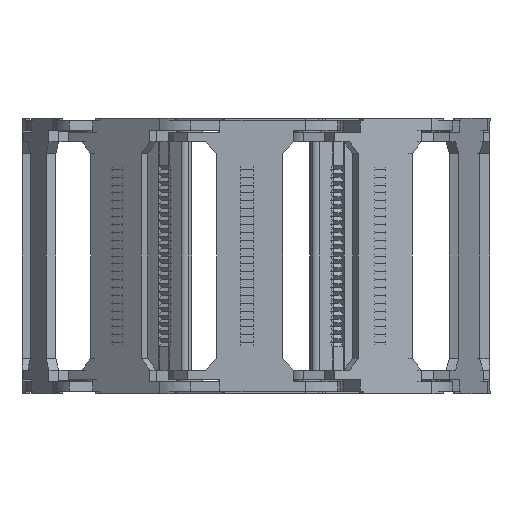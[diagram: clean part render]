
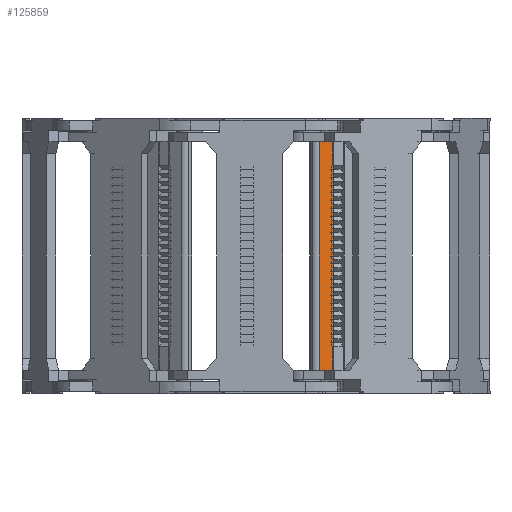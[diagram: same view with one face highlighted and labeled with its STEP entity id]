
A CAD part, left-side view. The second image highlights one B-rep face of the part: STEP entity #125859.
In plain terms, the highlighted planar face has unit normal (-0.823, -0.568, 0).
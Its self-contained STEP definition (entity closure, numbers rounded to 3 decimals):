
#2012 = CARTESIAN_POINT ( 'NONE',  ( -47.172, 41.505, -21.75 ) ) ;
#3713 = LINE ( 'NONE', #29741, #110523 ) ;
#4978 = EDGE_CURVE ( 'NONE', #35834, #19319, #3713, .T. ) ;
#12748 = PLANE ( 'NONE',  #127750 ) ;
#15263 = DIRECTION ( 'NONE',  ( -0.568, 0.823, 0. ) ) ;
#19319 = VERTEX_POINT ( 'NONE', #102063 ) ;
#29741 = CARTESIAN_POINT ( 'NONE',  ( -50.809, 46.771, 43.5 ) ) ;
#35834 = VERTEX_POINT ( 'NONE', #149056 ) ;
#38812 = FACE_OUTER_BOUND ( 'NONE', #162172, .T. ) ;
#43967 = DIRECTION ( 'NONE',  ( 0., 0., 1. ) ) ;
#46237 = CARTESIAN_POINT ( 'NONE',  ( -47.172, 41.505, -43.5 ) ) ;
#55246 = ORIENTED_EDGE ( 'NONE', *, *, #127985, .F. ) ;
#55881 = VECTOR ( 'NONE', #97739, 1000. ) ;
#66860 = CARTESIAN_POINT ( 'NONE',  ( -50.809, 46.771, -43.5 ) ) ;
#67785 = LINE ( 'NONE', #143306, #55881 ) ;
#72173 = VECTOR ( 'NONE', #43967, 1000. ) ;
#76624 = DIRECTION ( 'NONE',  ( 0., 0., -1. ) ) ;
#77478 = CARTESIAN_POINT ( 'NONE',  ( -52.712, 49.528, -43.5 ) ) ;
#90704 = EDGE_CURVE ( 'NONE', #109049, #35834, #94372, .T. ) ;
#90856 = CARTESIAN_POINT ( 'NONE',  ( -46.888, 41.093, -43.5 ) ) ;
#92227 = ORIENTED_EDGE ( 'NONE', *, *, #165198, .F. ) ;
#92640 = ORIENTED_EDGE ( 'NONE', *, *, #4978, .T. ) ;
#94372 = LINE ( 'NONE', #2012, #72173 ) ;
#97739 = DIRECTION ( 'NONE',  ( 0., 0., 1. ) ) ;
#102063 = CARTESIAN_POINT ( 'NONE',  ( -50.809, 46.771, 43.5 ) ) ;
#103484 = LINE ( 'NONE', #77478, #152981 ) ;
#109049 = VERTEX_POINT ( 'NONE', #46237 ) ;
#110523 = VECTOR ( 'NONE', #119546, 1000. ) ;
#119546 = DIRECTION ( 'NONE',  ( -0.568, 0.823, 0. ) ) ;
#123916 = VERTEX_POINT ( 'NONE', #66860 ) ;
#125327 = ORIENTED_EDGE ( 'NONE', *, *, #90704, .T. ) ;
#125859 = ADVANCED_FACE ( 'NONE', ( #38812 ), #12748, .T. ) ;
#127750 = AXIS2_PLACEMENT_3D ( 'NONE', #90856, #140384, #76624 ) ;
#127985 = EDGE_CURVE ( 'NONE', #123916, #19319, #67785, .T. ) ;
#140384 = DIRECTION ( 'NONE',  ( -0.823, -0.568, 0. ) ) ;
#143306 = CARTESIAN_POINT ( 'NONE',  ( -50.809, 46.771, -43.5 ) ) ;
#149056 = CARTESIAN_POINT ( 'NONE',  ( -47.172, 41.505, 43.5 ) ) ;
#152981 = VECTOR ( 'NONE', #15263, 1000. ) ;
#162172 = EDGE_LOOP ( 'NONE', ( #125327, #92640, #55246, #92227 ) ) ;
#165198 = EDGE_CURVE ( 'NONE', #109049, #123916, #103484, .T. ) ;
